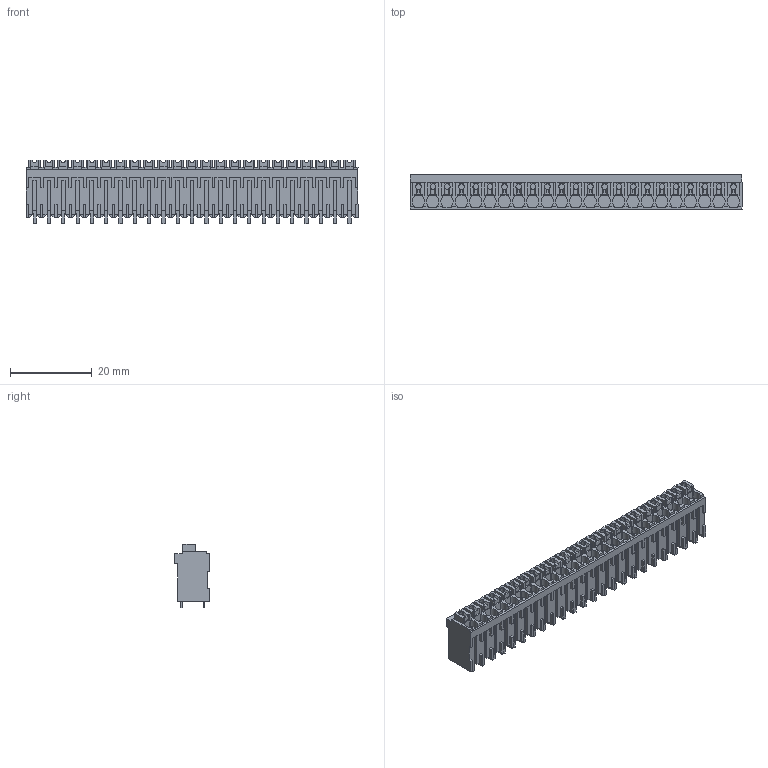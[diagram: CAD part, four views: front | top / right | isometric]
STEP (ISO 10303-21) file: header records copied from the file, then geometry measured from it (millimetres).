
FILE_DESCRIPTION(('CATIA V5 STEP Exchange','CAx-IF Rec.Pracs.--- Model Styling and Organization---1.2---2011-12-15'),'2;1');
FILE_NAME ('D1457939_0_1870880000_1870880000.stp','2018-03-20T04:33:10+00:00',('none'),('Weidmueller'),'CATIA Version 5-6 Release 2014','CATIA V5 STEP AP214','none');
FILE_SCHEMA(('AUTOMOTIVE_DESIGN { 1 0 10303 214 1 1 1 1 }'));
Products named in the file (1): 1870880000
Bounding box: 81.2 x 8.5 x 15.42 mm (x, y, z)
Volume: 6372.9 mm3; surface area: 7059.1 mm2
Topology: 70 solids, 70 shells, 1856 faces, 5346 edges, 3607 vertices
Faces by surface type: plane 1764, cylinder 92
Entity records: 58689 total; most frequent: CARTESIAN_POINT 11628, ORIENTED_EDGE 10692, DIRECTION 7612, EDGE_CURVE 5346, VECTOR 4978, LINE 4978, VERTEX_POINT 3607, EDGE_LOOP 1879
